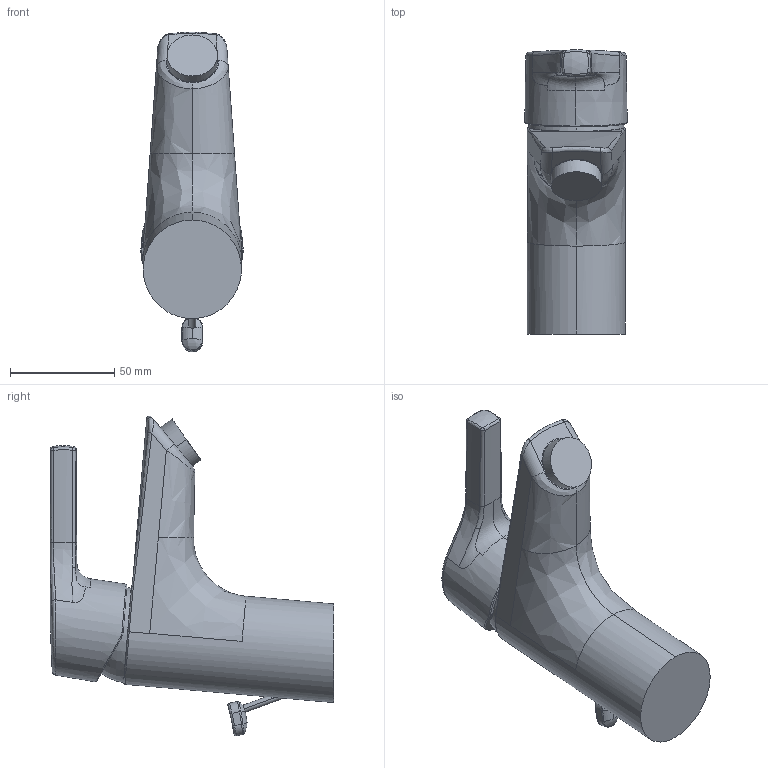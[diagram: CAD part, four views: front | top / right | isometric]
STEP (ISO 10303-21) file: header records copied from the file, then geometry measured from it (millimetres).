
FILE_DESCRIPTION (( 'STEP AP203' ), '1' );
FILE_NAME ('56391103.STEP', '2018-04-21T06:52:45', ( '' ), ( '' ), 'SwSTEP 2.0', 'SolidWorks 2016', '' );
FILE_SCHEMA (( 'CONFIG_CONTROL_DESIGN' ));
Length unit declared in the file: millimetre
Products named in the file (1): 56391103
Bounding box: 48.96 x 135.9 x 153 mm (x, y, z)
Volume: 328608.2 mm3; surface area: 36659 mm2
Topology: 1 solids, 1 shells, 107 faces, 271 edges, 168 vertices
Faces by surface type: bspline 68, cylinder 23, plane 10, torus 4, sphere 2
Entity records: 12666 total; most frequent: CARTESIAN_POINT 10591, ORIENTED_EDGE 542, EDGE_CURVE 271, DIRECTION 227, VERTEX_POINT 168, B_SPLINE_CURVE_WITH_KNOTS 166, EDGE_LOOP 109, ADVANCED_FACE 107
